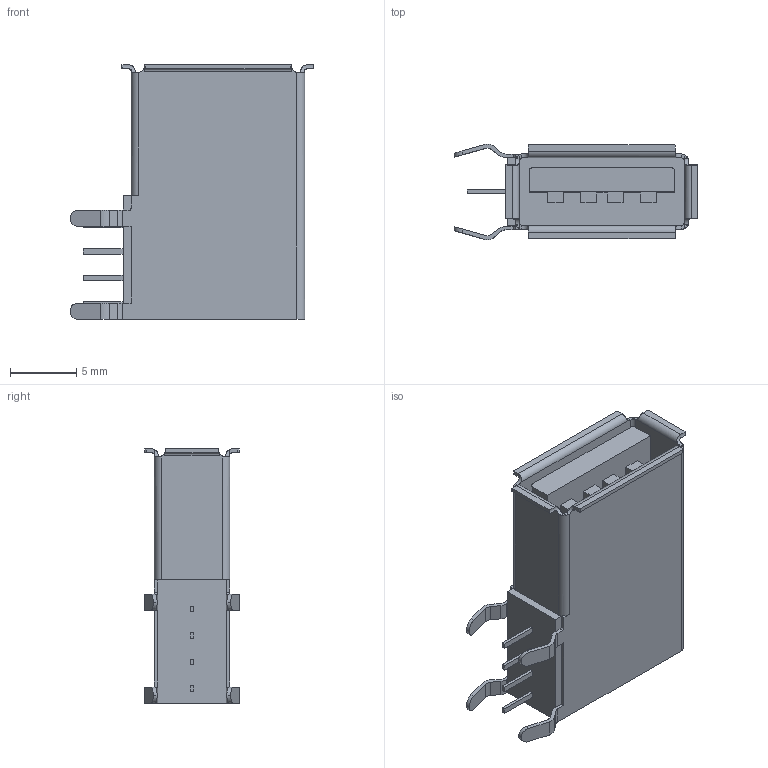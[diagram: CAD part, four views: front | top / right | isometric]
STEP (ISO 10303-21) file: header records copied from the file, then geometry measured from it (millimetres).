
FILE_DESCRIPTION(('STEP AP203'),'1');
FILE_NAME('usb_a-usb_a-e.stp','2015-01-03T16:37:17',('TraceParts'),('TraceParts S.A.'),'XStep 1.0',' ',' ');
FILE_SCHEMA(('CONFIG_CONTROL_DESIGN'));
Length unit declared in the file: millimetre
Products named in the file (1): 1
Bounding box: 18.41 x 7.2 x 19.2 mm (x, y, z)
Volume: 1101.9 mm3; surface area: 1544.1 mm2
Topology: 1 solids, 1 shells, 193 faces, 557 edges, 371 vertices
Faces by surface type: plane 133, cylinder 60
Entity records: 6632 total; most frequent: CARTESIAN_POINT 1434, ORIENTED_EDGE 1114, DIRECTION 1048, EDGE_CURVE 557, LINE 394, VECTOR 394, VERTEX_POINT 371, AXIS2_PLACEMENT_3D 327
